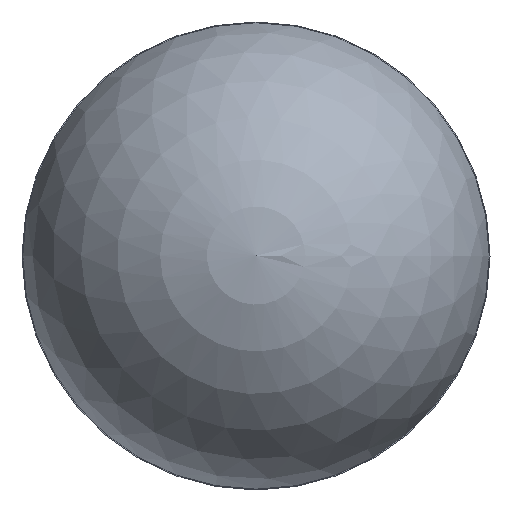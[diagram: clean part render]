
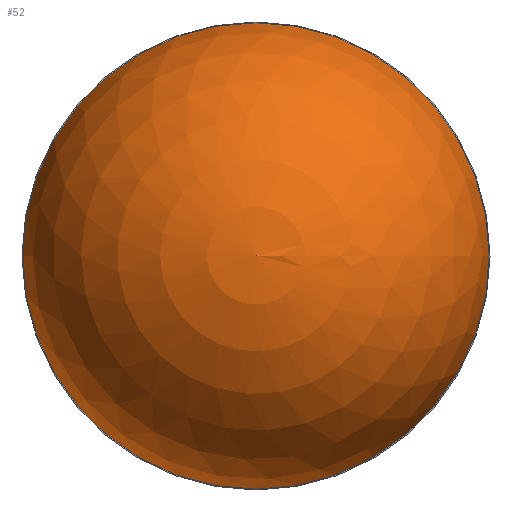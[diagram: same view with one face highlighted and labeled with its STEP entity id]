
A CAD part, top view. The second image highlights one B-rep face of the part: STEP entity #52.
In plain terms, the highlighted spherical face has radius 16 mm.
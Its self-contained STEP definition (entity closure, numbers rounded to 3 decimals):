
#52 = ADVANCED_FACE( '', ( #107 ), #108, .T. );
#107 = FACE_OUTER_BOUND( '', #153, .T. );
#108 = SPHERICAL_SURFACE( '', #154, 16. );
#153 = EDGE_LOOP( '', ( #211 ) );
#154 = AXIS2_PLACEMENT_3D( '', #212, #213, #214 );
#211 = ORIENTED_EDGE( '', *, *, #223, .F. );
#212 = CARTESIAN_POINT( '', ( 0., 0., 15. ) );
#213 = DIRECTION( '', ( 0., 0., 1. ) );
#214 = DIRECTION( '', ( 1., 0., 0. ) );
#223 = EDGE_CURVE( '', #248, #248, #249, .F. );
#248 = VERTEX_POINT( '', #276 );
#249 = CIRCLE( '', #277, 15.93 );
#276 = CARTESIAN_POINT( '', ( 15.93, 0., 16.498 ) );
#277 = AXIS2_PLACEMENT_3D( '', #306, #307, #308 );
#306 = CARTESIAN_POINT( '', ( 0., 0., 16.498 ) );
#307 = DIRECTION( '', ( 0., 0., 1. ) );
#308 = DIRECTION( '', ( 1., 0., 0. ) );
